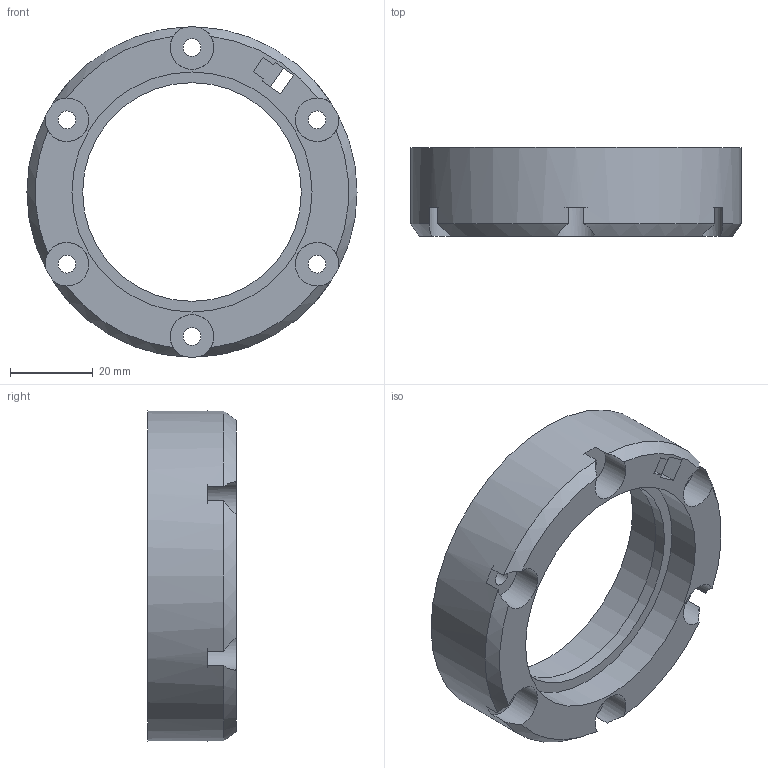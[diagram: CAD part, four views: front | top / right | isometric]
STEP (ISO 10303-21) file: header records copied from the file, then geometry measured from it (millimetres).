
FILE_DESCRIPTION(/* description */ ('STEP AP214'),/* implementation_level */ '2;1');
FILE_NAME(/* name */ '67f71b1eb2acff2e7002bfcf',/* time_stamp */ '2025-04-10T01:13:03Z',/* author */ (''),/* organization */ (''),/* preprocessor_version */ 'ST-DEVELOPER v20',/* originating_system */ 'ONSHAPE BY PTC INC, 1.196',/* authorisation */ ' ');
FILE_SCHEMA (('AUTOMOTIVE_DESIGN {1 0 10303 214 3 1 1}'));
Length unit declared in the file: metre
Products named in the file (1): Cover_Top
Bounding box: 80 x 21.5 x 80 mm (x, y, z)
Volume: 46274 mm3; surface area: 16925.6 mm2
Topology: 1 solids, 1 shells, 42 faces, 114 edges, 76 vertices
Faces by surface type: plane 20, cylinder 16, cone 6
Full cylindrical faces by diameter (mm): 4.3 x6, 53 x1, 58.2 x2, 80 x1
Entity records: 1374 total; most frequent: CARTESIAN_POINT 269, DIRECTION 226, ORIENTED_EDGE 206, EDGE_CURVE 103, AXIS2_PLACEMENT_3D 92, VERTEX_POINT 75, EDGE_LOOP 70, FACE_BOUND 70
